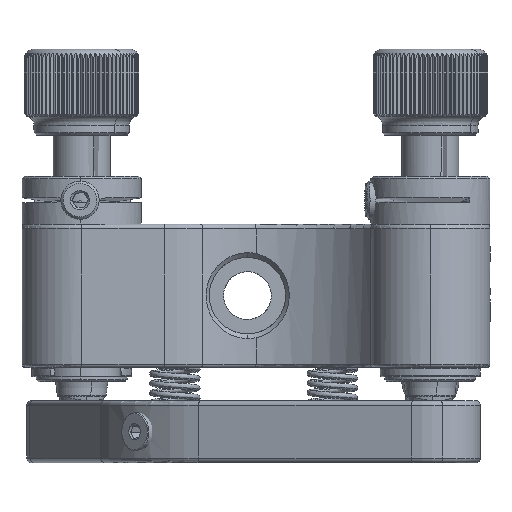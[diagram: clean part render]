
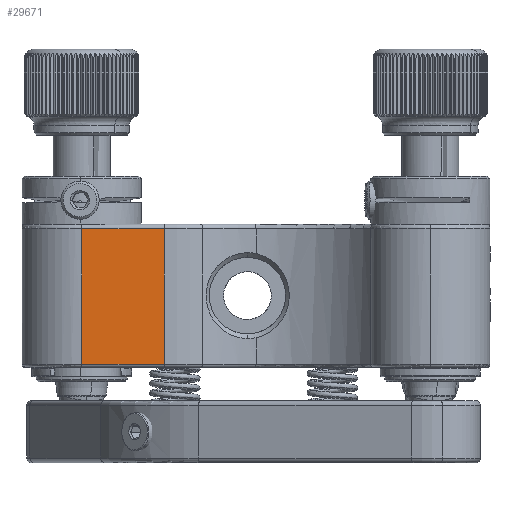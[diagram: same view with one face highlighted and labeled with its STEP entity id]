
A CAD part, left-side view. The second image highlights one B-rep face of the part: STEP entity #29671.
In plain terms, the highlighted planar face has unit normal (1, 0, 0).
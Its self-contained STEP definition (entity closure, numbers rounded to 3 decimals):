
#1411 = CARTESIAN_POINT ( 'NONE',  ( 12., 9.592, 7. ) ) ;
#1491 = PLANE ( 'NONE',  #27420 ) ;
#2676 = VERTEX_POINT ( 'NONE', #9293 ) ;
#4907 = B_SPLINE_CURVE_WITH_KNOTS ( 'NONE', 3,
 ( #41931, #10660, #5596, #1411 ),
 .UNSPECIFIED., .F., .F.,
 ( 4, 4 ),
 ( 0., 1. ),
 .UNSPECIFIED. ) ;
#5596 = CARTESIAN_POINT ( 'NONE',  ( 12., 12.478, 7. ) ) ;
#8074 = CARTESIAN_POINT ( 'NONE',  ( 12., 9.592, 7. ) ) ;
#8979 = EDGE_CURVE ( 'NONE', #23744, #35234, #54643, .T. ) ;
#9293 = CARTESIAN_POINT ( 'NONE',  ( 12., 18.25, 7. ) ) ;
#9549 = CARTESIAN_POINT ( 'NONE',  ( 12., 9.592, -7.2 ) ) ;
#10024 = CARTESIAN_POINT ( 'NONE',  ( 12., 18.25, 2.267 ) ) ;
#10660 = CARTESIAN_POINT ( 'NONE',  ( 12., 15.364, 7. ) ) ;
#14446 = EDGE_CURVE ( 'NONE', #36874, #2676, #50482, .T. ) ;
#14504 = CARTESIAN_POINT ( 'NONE',  ( 12., 18.25, -7.2 ) ) ;
#14876 = ORIENTED_EDGE ( 'NONE', *, *, #8979, .T. ) ;
#17533 = CARTESIAN_POINT ( 'NONE',  ( 12., 9.592, -2.467 ) ) ;
#18977 = CARTESIAN_POINT ( 'NONE',  ( 12., 18.25, 7. ) ) ;
#19764 = ORIENTED_EDGE ( 'NONE', *, *, #34466, .T. ) ;
#19933 = ORIENTED_EDGE ( 'NONE', *, *, #53829, .T. ) ;
#22586 = CARTESIAN_POINT ( 'NONE',  ( 12., 9.592, -7.2 ) ) ;
#23744 = VERTEX_POINT ( 'NONE', #8074 ) ;
#23852 = FACE_OUTER_BOUND ( 'NONE', #41953, .T. ) ;
#24438 = DIRECTION ( 'NONE',  ( 1., 0., 0. ) ) ;
#25373 = B_SPLINE_CURVE_WITH_KNOTS ( 'NONE', 3,
 ( #57984, #39187, #57090, #52306 ),
 .UNSPECIFIED., .F., .F.,
 ( 4, 4 ),
 ( 0., 1. ),
 .UNSPECIFIED. ) ;
#27420 = AXIS2_PLACEMENT_3D ( 'NONE', #37841, #24438, #42018 ) ;
#29671 = ADVANCED_FACE ( 'NONE', ( #23852 ), #1491, .T. ) ;
#31675 = ORIENTED_EDGE ( 'NONE', *, *, #14446, .T. ) ;
#33860 = CARTESIAN_POINT ( 'NONE',  ( 12., 18.25, -7.2 ) ) ;
#34466 = EDGE_CURVE ( 'NONE', #35234, #36874, #25373, .T. ) ;
#35234 = VERTEX_POINT ( 'NONE', #9549 ) ;
#36874 = VERTEX_POINT ( 'NONE', #33860 ) ;
#37841 = CARTESIAN_POINT ( 'NONE',  ( 12., 24.5, -7.5 ) ) ;
#39187 = CARTESIAN_POINT ( 'NONE',  ( 12., 12.478, -7.2 ) ) ;
#41338 = CARTESIAN_POINT ( 'NONE',  ( 12., 9.592, 2.267 ) ) ;
#41931 = CARTESIAN_POINT ( 'NONE',  ( 12., 18.25, 7. ) ) ;
#41953 = EDGE_LOOP ( 'NONE', ( #19764, #31675, #19933, #14876 ) ) ;
#42018 = DIRECTION ( 'NONE',  ( 0., 1., 0. ) ) ;
#50482 = B_SPLINE_CURVE_WITH_KNOTS ( 'NONE', 3,
 ( #14504, #55876, #10024, #18977 ),
 .UNSPECIFIED., .F., .F.,
 ( 4, 4 ),
 ( 0., 1. ),
 .UNSPECIFIED. ) ;
#52306 = CARTESIAN_POINT ( 'NONE',  ( 12., 18.25, -7.2 ) ) ;
#53829 = EDGE_CURVE ( 'NONE', #2676, #23744, #4907, .T. ) ;
#54643 = B_SPLINE_CURVE_WITH_KNOTS ( 'NONE', 3,
 ( #54741, #41338, #17533, #22586 ),
 .UNSPECIFIED., .F., .F.,
 ( 4, 4 ),
 ( 0., 1. ),
 .UNSPECIFIED. ) ;
#54741 = CARTESIAN_POINT ( 'NONE',  ( 12., 9.592, 7. ) ) ;
#55876 = CARTESIAN_POINT ( 'NONE',  ( 12., 18.25, -2.467 ) ) ;
#57090 = CARTESIAN_POINT ( 'NONE',  ( 12., 15.364, -7.2 ) ) ;
#57984 = CARTESIAN_POINT ( 'NONE',  ( 12., 9.592, -7.2 ) ) ;
